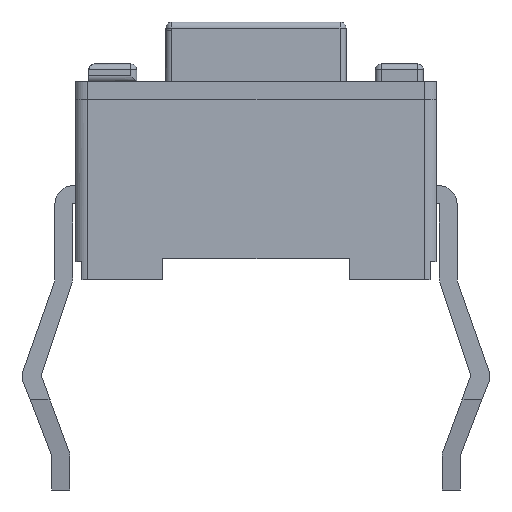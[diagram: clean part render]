
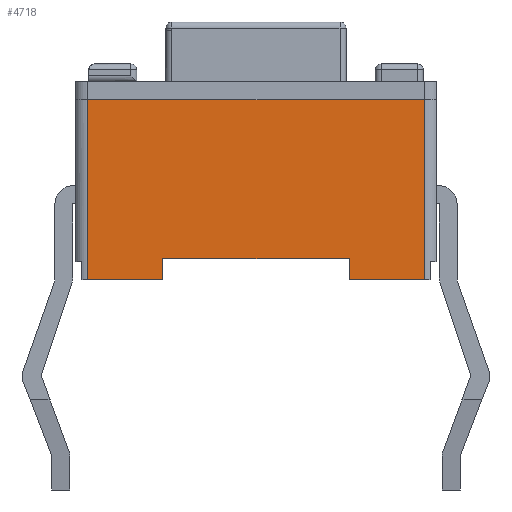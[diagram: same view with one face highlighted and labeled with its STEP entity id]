
A CAD part, front view. The second image highlights one B-rep face of the part: STEP entity #4718.
In plain terms, the highlighted planar face has unit normal (0, -1, 0).
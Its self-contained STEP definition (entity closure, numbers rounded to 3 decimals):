
#231=PLANE('',#5108);
#452=LINE('',#7099,#915);
#459=LINE('',#7120,#922);
#508=LINE('',#7243,#971);
#509=LINE('',#7245,#972);
#510=LINE('',#7247,#973);
#511=LINE('',#7249,#974);
#512=LINE('',#7251,#975);
#513=LINE('',#7253,#976);
#915=VECTOR('',#5699,1000.);
#922=VECTOR('',#5716,1000.);
#971=VECTOR('',#5813,1000.);
#972=VECTOR('',#5814,1000.);
#973=VECTOR('',#5815,1000.);
#974=VECTOR('',#5816,1000.);
#975=VECTOR('',#5817,1000.);
#976=VECTOR('',#5818,1000.);
#1624=ORIENTED_EDGE('',*,*,#2893,.T.);
#1625=ORIENTED_EDGE('',*,*,#2820,.T.);
#1626=ORIENTED_EDGE('',*,*,#2830,.F.);
#1627=ORIENTED_EDGE('',*,*,#2894,.T.);
#1628=ORIENTED_EDGE('',*,*,#2895,.T.);
#1629=ORIENTED_EDGE('',*,*,#2896,.F.);
#1630=ORIENTED_EDGE('',*,*,#2897,.F.);
#1631=ORIENTED_EDGE('',*,*,#2898,.T.);
#2820=EDGE_CURVE('',#3469,#3468,#452,.T.);
#2830=EDGE_CURVE('',#3477,#3468,#459,.T.);
#2893=EDGE_CURVE('',#3528,#3469,#508,.T.);
#2894=EDGE_CURVE('',#3477,#3529,#509,.T.);
#2895=EDGE_CURVE('',#3529,#3530,#510,.T.);
#2896=EDGE_CURVE('',#3531,#3530,#511,.T.);
#2897=EDGE_CURVE('',#3532,#3531,#512,.T.);
#2898=EDGE_CURVE('',#3532,#3528,#513,.T.);
#3468=VERTEX_POINT('',#7098);
#3469=VERTEX_POINT('',#7100);
#3477=VERTEX_POINT('',#7119);
#3528=VERTEX_POINT('',#7244);
#3529=VERTEX_POINT('',#7246);
#3530=VERTEX_POINT('',#7248);
#3531=VERTEX_POINT('',#7250);
#3532=VERTEX_POINT('',#7252);
#4041=EDGE_LOOP('',(#1624,#1625,#1626,#1627,#1628,#1629,#1630,#1631));
#4342=FACE_BOUND('',#4041,.T.);
#4718=ADVANCED_FACE('',(#4342),#231,.F.);
#5108=AXIS2_PLACEMENT_3D('',#7242,#5811,#5812);
#5699=DIRECTION('',(0.,0.,1.));
#5716=DIRECTION('',(1.,0.,0.));
#5811=DIRECTION('',(0.,1.,0.));
#5812=DIRECTION('',(1.,0.,0.));
#5813=DIRECTION('',(1.,0.,0.));
#5814=DIRECTION('',(0.,0.,-1.));
#5815=DIRECTION('',(1.,0.,0.));
#5816=DIRECTION('',(0.,0.,-1.));
#5817=DIRECTION('',(-1.,0.,0.));
#5818=DIRECTION('',(0.,0.,-1.));
#7098=CARTESIAN_POINT('',(2.8,-1.75,3.));
#7099=CARTESIAN_POINT('',(2.8,-1.75,3.));
#7100=CARTESIAN_POINT('',(2.8,-1.75,0.));
#7119=CARTESIAN_POINT('',(-2.8,-1.75,3.));
#7120=CARTESIAN_POINT('',(-3.05,-1.75,3.));
#7242=CARTESIAN_POINT('',(-3.05,-1.75,3.));
#7243=CARTESIAN_POINT('',(-3.05,-1.75,0.));
#7244=CARTESIAN_POINT('',(1.55,-1.75,0.));
#7245=CARTESIAN_POINT('',(-2.8,-1.75,3.));
#7246=CARTESIAN_POINT('',(-2.8,-1.75,0.));
#7247=CARTESIAN_POINT('',(-3.05,-1.75,0.));
#7248=CARTESIAN_POINT('',(-1.55,-1.75,0.));
#7249=CARTESIAN_POINT('',(-1.55,-1.75,0.35));
#7250=CARTESIAN_POINT('',(-1.55,-1.75,0.35));
#7251=CARTESIAN_POINT('',(1.55,-1.75,0.35));
#7252=CARTESIAN_POINT('',(1.55,-1.75,0.35));
#7253=CARTESIAN_POINT('',(1.55,-1.75,0.35));
